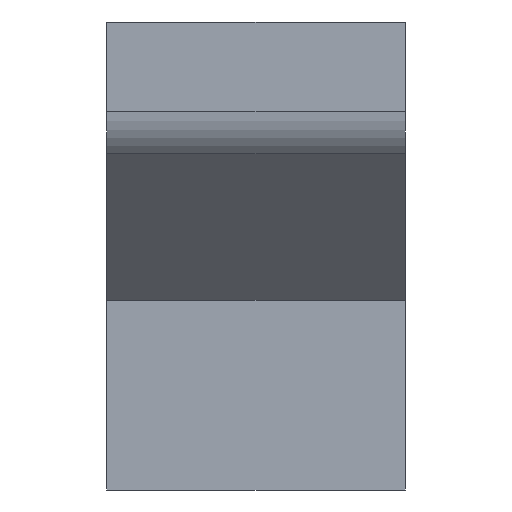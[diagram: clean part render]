
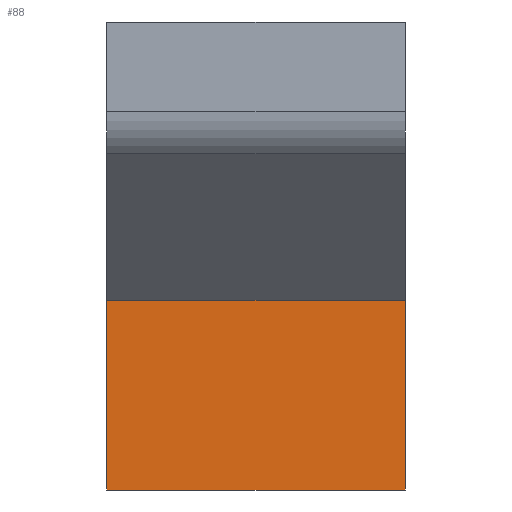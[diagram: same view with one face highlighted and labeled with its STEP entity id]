
A CAD part, front view. The second image highlights one B-rep face of the part: STEP entity #88.
In plain terms, the highlighted planar face has unit normal (0, -1, 0).
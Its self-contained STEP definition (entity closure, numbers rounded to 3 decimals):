
#63 = VERTEX_POINT('',#64);
#64 = CARTESIAN_POINT('',(10.,3.,3.));
#70 = EDGE_CURVE('',#71,#63,#73,.T.);
#71 = VERTEX_POINT('',#72);
#72 = CARTESIAN_POINT('',(-10.,3.,3.));
#73 = LINE('',#74,#75);
#74 = CARTESIAN_POINT('',(-10.,3.,3.));
#75 = VECTOR('',#76,1.);
#76 = DIRECTION('',(1.,0.,0.));
#88 = ADVANCED_FACE('',(#89),#114,.T.);
#89 = FACE_BOUND('',#90,.T.);
#90 = EDGE_LOOP('',(#91,#92,#100,#108));
#91 = ORIENTED_EDGE('',*,*,#70,.T.);
#92 = ORIENTED_EDGE('',*,*,#93,.T.);
#93 = EDGE_CURVE('',#63,#94,#96,.T.);
#94 = VERTEX_POINT('',#95);
#95 = CARTESIAN_POINT('',(10.,3.,15.743));
#96 = LINE('',#97,#98);
#97 = CARTESIAN_POINT('',(10.,3.,3.));
#98 = VECTOR('',#99,1.);
#99 = DIRECTION('',(0.,0.,1.));
#100 = ORIENTED_EDGE('',*,*,#101,.F.);
#101 = EDGE_CURVE('',#102,#94,#104,.T.);
#102 = VERTEX_POINT('',#103);
#103 = CARTESIAN_POINT('',(-10.,3.,15.743));
#104 = LINE('',#105,#106);
#105 = CARTESIAN_POINT('',(-10.,3.,15.743));
#106 = VECTOR('',#107,1.);
#107 = DIRECTION('',(1.,0.,0.));
#108 = ORIENTED_EDGE('',*,*,#109,.F.);
#109 = EDGE_CURVE('',#71,#102,#110,.T.);
#110 = LINE('',#111,#112);
#111 = CARTESIAN_POINT('',(-10.,3.,3.));
#112 = VECTOR('',#113,1.);
#113 = DIRECTION('',(0.,0.,1.));
#114 = PLANE('',#115);
#115 = AXIS2_PLACEMENT_3D('',#116,#117,#118);
#116 = CARTESIAN_POINT('',(-10.,3.,3.));
#117 = DIRECTION('',(0.,-1.,0.));
#118 = DIRECTION('',(0.,0.,1.));
